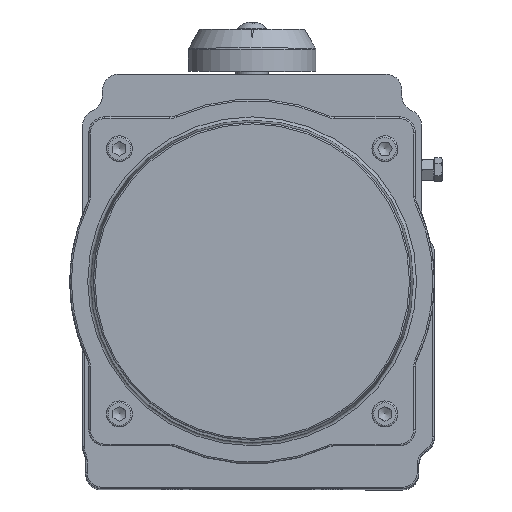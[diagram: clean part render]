
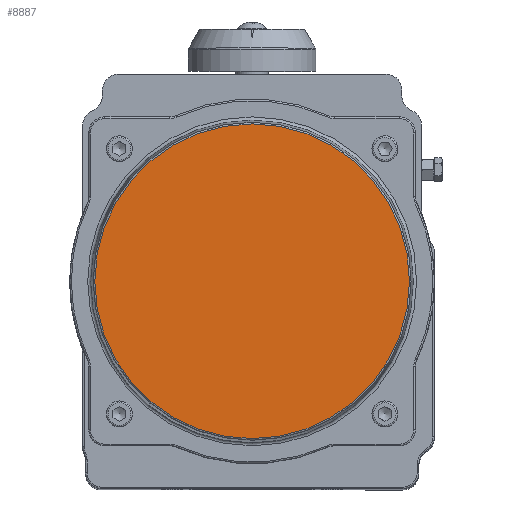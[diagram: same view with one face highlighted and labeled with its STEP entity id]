
A CAD part, top view. The second image highlights one B-rep face of the part: STEP entity #8887.
In plain terms, the highlighted planar face has unit normal (0, 0, 1).
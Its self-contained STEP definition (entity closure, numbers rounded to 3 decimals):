
#440=PLANE('',#9885);
#956=FACE_OUTER_BOUND('',#1498,.T.);
#1498=EDGE_LOOP('',(#7133));
#3363=CIRCLE('',#9886,97.505);
#4000=VERTEX_POINT('',#14533);
#5101=EDGE_CURVE('',#4000,#4000,#3363,.T.);
#7133=ORIENTED_EDGE('',*,*,#5101,.F.);
#8887=ADVANCED_FACE('',(#956),#440,.T.);
#9885=AXIS2_PLACEMENT_3D('',#14532,#12014,#12015);
#9886=AXIS2_PLACEMENT_3D('',#14534,#12016,#12017);
#12014=DIRECTION('center_axis',(0.,0.,1.));
#12015=DIRECTION('ref_axis',(1.,0.,0.));
#12016=DIRECTION('center_axis',(0.,0.,-1.));
#12017=DIRECTION('ref_axis',(-1.,0.,0.));
#14532=CARTESIAN_POINT('Origin',(0.,0.,271.));
#14533=CARTESIAN_POINT('',(97.505,0.,271.));
#14534=CARTESIAN_POINT('Origin',(0.,0.,271.));
